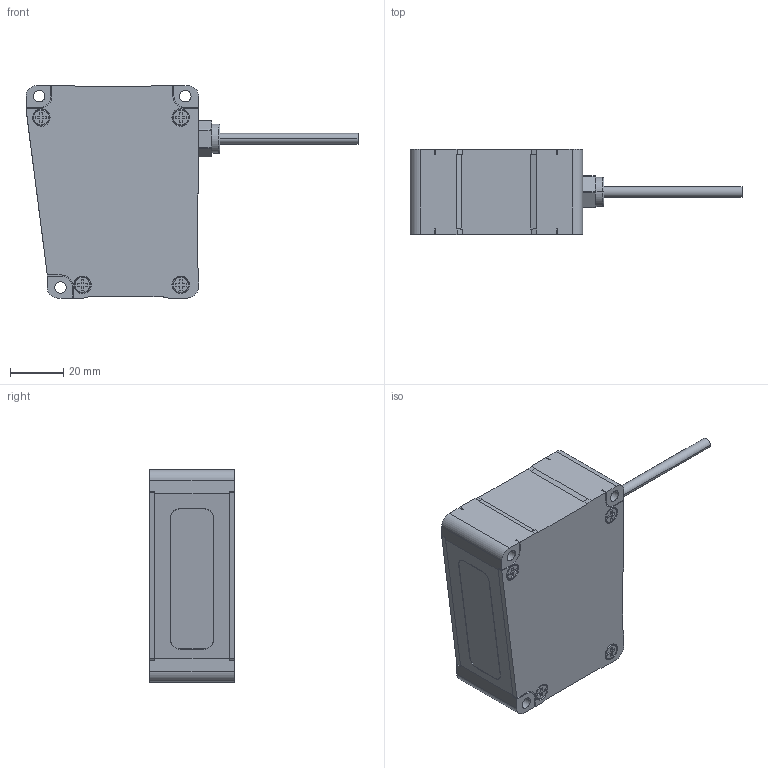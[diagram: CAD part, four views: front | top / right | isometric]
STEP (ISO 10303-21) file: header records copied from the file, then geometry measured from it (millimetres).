
FILE_DESCRIPTION((''),'2;1');
FILE_NAME('150311_SW','2010-12-08T',('banengservice'),('BANNER ENGINEERING'),'PRO/ENGINEER BY PARAMETRIC TECHNOLOGY CORPORATION, 2009141','PRO/ENGINEER BY PARAMETRIC TECHNOLOGY CORPORATION, 2009141','');
FILE_SCHEMA(('CONFIG_CONTROL_DESIGN'));
Length unit declared in the file: inch
Products named in the file (1): 150311_SW
Bounding box: 125 x 32 x 80.1 mm (x, y, z)
Volume: 154322 mm3; surface area: 21632.4 mm2
Topology: 1 solids, 1 shells, 299 faces, 794 edges, 520 vertices
Faces by surface type: plane 219, cylinder 44, cone 32, torus 4
Entity records: 12182 total; most frequent: CARTESIAN_POINT 4637, ORIENTED_EDGE 1588, DIRECTION 1484, EDGE_CURVE 794, VECTOR 642, LINE 642, VERTEX_POINT 520, AXIS2_PLACEMENT_3D 421
